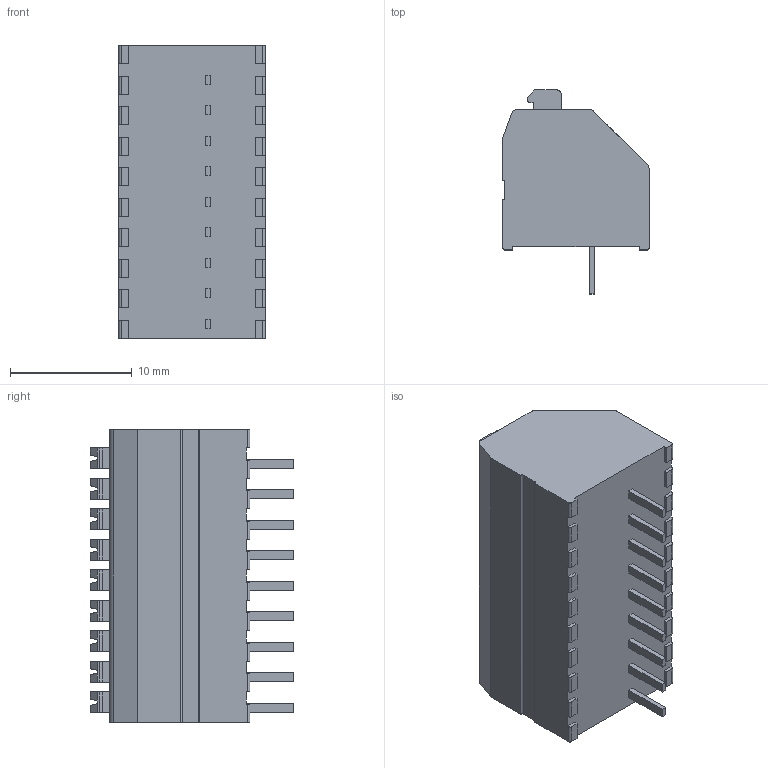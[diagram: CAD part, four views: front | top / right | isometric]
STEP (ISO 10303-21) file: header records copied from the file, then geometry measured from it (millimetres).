
FILE_DESCRIPTION(/* description */ ('STEP AP214'),/* implementation_level */ '2;1');
FILE_NAME(/* name */ '250-309',/* time_stamp */ '2025-10-08T03:40:55+02:00',/* author */ ('License CC BY-ND 4.0'),/* organization */ ('CADENAS'),/* preprocessor_version */ 'ST-DEVELOPER v19.3',/* originating_system */ 'PARTsolutions',/* authorisation */ ' ');
FILE_SCHEMA (('AUTOMOTIVE_DESIGN {1 0 10303 214 3 1 1}'));
Length unit declared in the file: millimetre
Products named in the file (1): 250-309
Bounding box: 12 x 16.7 x 24 mm (x, y, z)
Volume: 2918.5 mm3; surface area: 1610.8 mm2
Topology: 1 solids, 1 shells, 426 faces, 1155 edges, 749 vertices
Faces by surface type: plane 329, cylinder 79, cone 18
Entity records: 16270 total; most frequent: CARTESIAN_POINT 2331, ORIENTED_EDGE 2310, DIRECTION 2238, EDGE_CURVE 1155, LINE 926, VECTOR 926, VERTEX_POINT 749, AXIS2_PLACEMENT_3D 656
